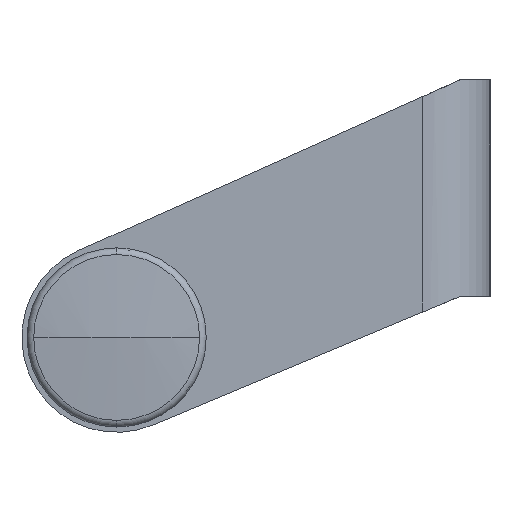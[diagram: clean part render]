
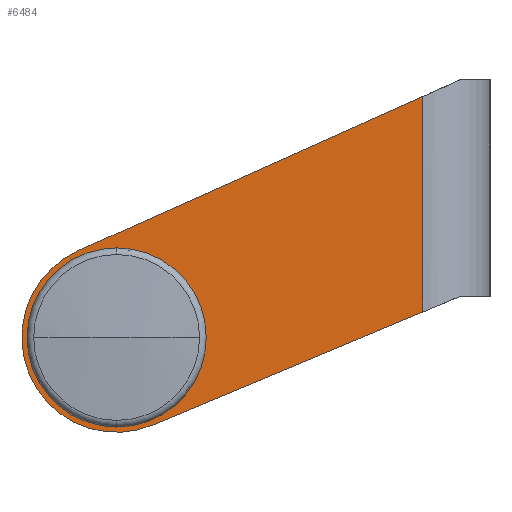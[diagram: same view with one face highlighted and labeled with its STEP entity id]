
A CAD part, left-side view. The second image highlights one B-rep face of the part: STEP entity #6484.
In plain terms, the highlighted planar face has unit normal (-1, 0, 0).
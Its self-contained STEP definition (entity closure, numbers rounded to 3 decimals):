
#56 = DIRECTION ( 'NONE',  ( 0., 0., 1. ) ) ;
#169 = LINE ( 'NONE', #5338, #3145 ) ;
#227 = DIRECTION ( 'NONE',  ( -1., 0., 0. ) ) ;
#407 = DIRECTION ( 'NONE',  ( 0., 0., 1. ) ) ;
#538 = DIRECTION ( 'NONE',  ( 0., 0., 1. ) ) ;
#549 = DIRECTION ( 'NONE',  ( 0., 0., -1. ) ) ;
#551 = CARTESIAN_POINT ( 'NONE',  ( 0., -0.962, 8.445 ) ) ;
#574 = VERTEX_POINT ( 'NONE', #1928 ) ;
#587 = DIRECTION ( 'NONE',  ( 0., 0., -1. ) ) ;
#591 = DIRECTION ( 'NONE',  ( 0., 0., 1. ) ) ;
#689 = ORIENTED_EDGE ( 'NONE', *, *, #1157, .T. ) ;
#710 = DIRECTION ( 'NONE',  ( 1., 0., 0. ) ) ;
#713 = ORIENTED_EDGE ( 'NONE', *, *, #5731, .F. ) ;
#717 = ORIENTED_EDGE ( 'NONE', *, *, #1514, .F. ) ;
#782 = AXIS2_PLACEMENT_3D ( 'NONE', #551, #5265, #3077 ) ;
#798 = DIRECTION ( 'NONE',  ( -1., 0., 0. ) ) ;
#816 = CARTESIAN_POINT ( 'NONE',  ( 0., 7.795, -6.639 ) ) ;
#1024 = CARTESIAN_POINT ( 'NONE',  ( 0., -0.962, 8.445 ) ) ;
#1157 = EDGE_CURVE ( 'NONE', #5765, #5888, #1827, .T. ) ;
#1189 = EDGE_CURVE ( 'NONE', #4424, #574, #169, .T. ) ;
#1245 = EDGE_CURVE ( 'NONE', #6350, #4683, #3694, .T. ) ;
#1270 = FACE_BOUND ( 'NONE', #2507, .T. ) ;
#1372 = EDGE_CURVE ( 'NONE', #4424, #2379, #2484, .T. ) ;
#1422 = CARTESIAN_POINT ( 'NONE',  ( 0., 0., 0. ) ) ;
#1443 = CIRCLE ( 'NONE', #5209, 4.025 ) ;
#1514 = EDGE_CURVE ( 'NONE', #2919, #6139, #4046, .T. ) ;
#1525 = CIRCLE ( 'NONE', #2858, 3.25 ) ;
#1560 = ORIENTED_EDGE ( 'NONE', *, *, #5020, .F. ) ;
#1636 = VERTEX_POINT ( 'NONE', #1677 ) ;
#1677 = CARTESIAN_POINT ( 'NONE',  ( 0., -0.962, 5.195 ) ) ;
#1725 = CARTESIAN_POINT ( 'NONE',  ( 0., -6.833, -5.056 ) ) ;
#1827 = CIRCLE ( 'NONE', #2155, 4.025 ) ;
#1877 = AXIS2_PLACEMENT_3D ( 'NONE', #2780, #227, #538 ) ;
#1894 = AXIS2_PLACEMENT_3D ( 'NONE', #3977, #798, #3381 ) ;
#1928 = CARTESIAN_POINT ( 'NONE',  ( 0., -4.907, -11.714 ) ) ;
#2155 = AXIS2_PLACEMENT_3D ( 'NONE', #1422, #6366, #549 ) ;
#2345 = DIRECTION ( 'NONE',  ( 0., 0., 1. ) ) ;
#2379 = VERTEX_POINT ( 'NONE', #6697 ) ;
#2484 = LINE ( 'NONE', #3985, #2489 ) ;
#2489 = VECTOR ( 'NONE', #5586, 1000. ) ;
#2507 = EDGE_LOOP ( 'NONE', ( #689, #5535 ) ) ;
#2569 = DIRECTION ( 'NONE',  ( 0., 0., 1. ) ) ;
#2582 = CARTESIAN_POINT ( 'NONE',  ( 0., 0., 4.025 ) ) ;
#2649 = CARTESIAN_POINT ( 'NONE',  ( 0., -41., 3.406 ) ) ;
#2689 = CARTESIAN_POINT ( 'NONE',  ( 0., -6.833, -5.056 ) ) ;
#2762 = CIRCLE ( 'NONE', #782, 3.25 ) ;
#2780 = CARTESIAN_POINT ( 'NONE',  ( 0., 7.795, -3.389 ) ) ;
#2787 = EDGE_LOOP ( 'NONE', ( #1560, #717 ) ) ;
#2853 = ORIENTED_EDGE ( 'NONE', *, *, #5024, .F. ) ;
#2858 = AXIS2_PLACEMENT_3D ( 'NONE', #2689, #4628, #591 ) ;
#2906 = CARTESIAN_POINT ( 'NONE',  ( 0., -6.833, -8.306 ) ) ;
#2919 = VERTEX_POINT ( 'NONE', #816 ) ;
#3027 = DIRECTION ( 'NONE',  ( -1., 0., 0. ) ) ;
#3077 = DIRECTION ( 'NONE',  ( 0., 0., 1. ) ) ;
#3145 = VECTOR ( 'NONE', #3214, 1000. ) ;
#3214 = DIRECTION ( 'NONE',  ( 0., 0.922, -0.386 ) ) ;
#3244 = DIRECTION ( 'NONE',  ( 1., 0., 0. ) ) ;
#3330 = VERTEX_POINT ( 'NONE', #3916 ) ;
#3349 = FACE_BOUND ( 'NONE', #5420, .T. ) ;
#3381 = DIRECTION ( 'NONE',  ( 0., 0., 1. ) ) ;
#3447 = LINE ( 'NONE', #3927, #6627 ) ;
#3600 = ORIENTED_EDGE ( 'NONE', *, *, #6723, .F. ) ;
#3614 = CARTESIAN_POINT ( 'NONE',  ( 0., 7.795, -3.389 ) ) ;
#3670 = EDGE_LOOP ( 'NONE', ( #6514, #5019, #5571, #2853 ) ) ;
#3694 = CIRCLE ( 'NONE', #4149, 3.25 ) ;
#3761 = CARTESIAN_POINT ( 'NONE',  ( 0., -6.833, -1.806 ) ) ;
#3916 = CARTESIAN_POINT ( 'NONE',  ( 0., 5.188, 11.592 ) ) ;
#3927 = CARTESIAN_POINT ( 'NONE',  ( 0., -46., 34.5 ) ) ;
#3977 = CARTESIAN_POINT ( 'NONE',  ( 0., 0., 0. ) ) ;
#3985 = CARTESIAN_POINT ( 'NONE',  ( 0., -41., 34.5 ) ) ;
#3988 = CIRCLE ( 'NONE', #4551, 3.25 ) ;
#4046 = CIRCLE ( 'NONE', #5818, 3.25 ) ;
#4078 = EDGE_CURVE ( 'NONE', #3330, #2379, #3447, .T. ) ;
#4149 = AXIS2_PLACEMENT_3D ( 'NONE', #1725, #4442, #56 ) ;
#4335 = EDGE_CURVE ( 'NONE', #4683, #6350, #1525, .T. ) ;
#4424 = VERTEX_POINT ( 'NONE', #2649 ) ;
#4442 = DIRECTION ( 'NONE',  ( -1., 0., 0. ) ) ;
#4473 = PLANE ( 'NONE',  #1894 ) ;
#4551 = AXIS2_PLACEMENT_3D ( 'NONE', #1024, #3027, #2569 ) ;
#4628 = DIRECTION ( 'NONE',  ( -1., 0., 0. ) ) ;
#4675 = DIRECTION ( 'NONE',  ( -1., 0., 0. ) ) ;
#4683 = VERTEX_POINT ( 'NONE', #2906 ) ;
#4910 = CARTESIAN_POINT ( 'NONE',  ( 0., 0., 0. ) ) ;
#4956 = FACE_BOUND ( 'NONE', #2787, .T. ) ;
#4965 = CARTESIAN_POINT ( 'NONE',  ( 0., 0., 0. ) ) ;
#5019 = ORIENTED_EDGE ( 'NONE', *, *, #1372, .T. ) ;
#5020 = EDGE_CURVE ( 'NONE', #6139, #2919, #5752, .T. ) ;
#5024 = EDGE_CURVE ( 'NONE', #574, #3330, #6739, .T. ) ;
#5028 = FACE_OUTER_BOUND ( 'NONE', #3670, .T. ) ;
#5134 = CARTESIAN_POINT ( 'NONE',  ( 0., -0.962, 11.695 ) ) ;
#5201 = AXIS2_PLACEMENT_3D ( 'NONE', #4910, #710, #2345 ) ;
#5209 = AXIS2_PLACEMENT_3D ( 'NONE', #4965, #3244, #587 ) ;
#5265 = DIRECTION ( 'NONE',  ( -1., 0., 0. ) ) ;
#5316 = EDGE_LOOP ( 'NONE', ( #3600, #713 ) ) ;
#5338 = CARTESIAN_POINT ( 'NONE',  ( 0., -4.907, -11.714 ) ) ;
#5420 = EDGE_LOOP ( 'NONE', ( #6343, #5933 ) ) ;
#5476 = FACE_BOUND ( 'NONE', #5316, .T. ) ;
#5535 = ORIENTED_EDGE ( 'NONE', *, *, #5894, .T. ) ;
#5571 = ORIENTED_EDGE ( 'NONE', *, *, #4078, .F. ) ;
#5586 = DIRECTION ( 'NONE',  ( 0., 0., 1. ) ) ;
#5731 = EDGE_CURVE ( 'NONE', #1636, #6048, #2762, .T. ) ;
#5752 = CIRCLE ( 'NONE', #1877, 3.25 ) ;
#5765 = VERTEX_POINT ( 'NONE', #2582 ) ;
#5818 = AXIS2_PLACEMENT_3D ( 'NONE', #3614, #4675, #407 ) ;
#5888 = VERTEX_POINT ( 'NONE', #6031 ) ;
#5894 = EDGE_CURVE ( 'NONE', #5888, #5765, #1443, .T. ) ;
#5933 = ORIENTED_EDGE ( 'NONE', *, *, #4335, .F. ) ;
#6031 = CARTESIAN_POINT ( 'NONE',  ( 0., 0., -4.025 ) ) ;
#6048 = VERTEX_POINT ( 'NONE', #5134 ) ;
#6136 = CARTESIAN_POINT ( 'NONE',  ( 0., 7.795, -0.139 ) ) ;
#6139 = VERTEX_POINT ( 'NONE', #6136 ) ;
#6343 = ORIENTED_EDGE ( 'NONE', *, *, #1245, .F. ) ;
#6350 = VERTEX_POINT ( 'NONE', #3761 ) ;
#6366 = DIRECTION ( 'NONE',  ( 1., 0., 0. ) ) ;
#6484 = ADVANCED_FACE ( 'NONE', ( #3349, #5476, #4956, #5028, #1270 ), #4473, .T. ) ;
#6514 = ORIENTED_EDGE ( 'NONE', *, *, #1189, .F. ) ;
#6599 = DIRECTION ( 'NONE',  ( 0., -0.913, 0.408 ) ) ;
#6627 = VECTOR ( 'NONE', #6599, 1000. ) ;
#6697 = CARTESIAN_POINT ( 'NONE',  ( 0., -41., 32.262 ) ) ;
#6723 = EDGE_CURVE ( 'NONE', #6048, #1636, #3988, .T. ) ;
#6739 = CIRCLE ( 'NONE', #5201, 12.7 ) ;
